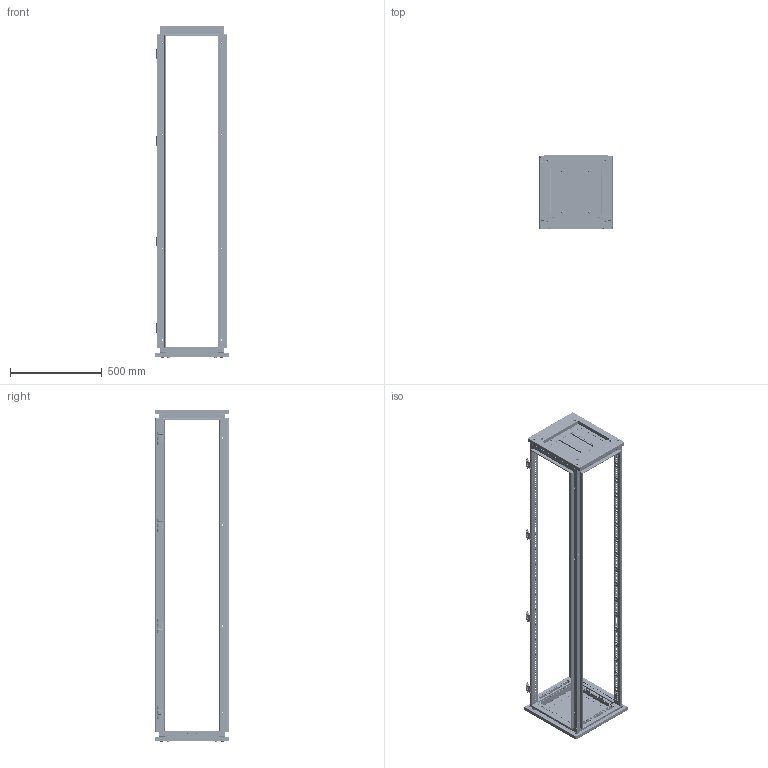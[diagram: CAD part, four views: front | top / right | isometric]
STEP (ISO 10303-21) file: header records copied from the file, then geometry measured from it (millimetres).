
FILE_DESCRIPTION (( 'STEP AP203' ), '1' );
FILE_NAME ('R5KTB44+R5KMDR18.step', '2011-02-16T14:53:02', ( 'User' ), ( 'DKC' ), 'SwSTEP 2.0', 'SolidWorks 2010', '' );
FILE_SCHEMA (( 'CONFIG_CONTROL_DESIGN' ));
Length unit declared in the file: millimetre
Products named in the file (28): AC00C254_Default; cerniera DAE_Default; Montante per quadro_1800; end-cap; land; sealant for roof_400x400; dado quadrato 11x11 M6_Default; gabbia M6_Default; Dado gabbia 11x11 M6; Rounded head screw with cross slot M6 x 12_ISO 7045 - M6 x 12 - Z --- 12S; Flangia apertura tetto per risalita cavi_400x400; Sviluppo tetto per risalita cavi da_400x400; Button head screw with recessed hexahedron M12 x 20 _ISO 7380 - M12 x 20 --- 20S; AC00C469D_Default; AC00C469S_Default; Traversa frontale per quadro largh._400; Traversa laterale per quadro prof_400; sealant for base_400x400; Assem roof_KTB44; Acc00c561_Default; Flange nut M6_ISO 7044-M6-S; Capscrew with recessed hexahedron M6 x 10_ISO 4762 M6 x 10 --- 10S; Traversa inferiore tenuta fondo_400; Fondo per quadro da_400x95; Lamiera laterale per fondo da_400; Lamiera trasversale per fondo da_400; Assem base_KTB44; R5KTB44+R5KMDR18
Assembly tree (74 placements, depth 4):
  R5KTB44+R5KMDR18
    AC00C254_Default  x4
    cerniera DAE_Default  x4
    Montante per quadro_1800  x4
    Assem base_KTB44
      Lamiera trasversale per fondo da_400  x2
      Acc00c561_Default  x6
      AC00C469S_Default  x2
      Capscrew with recessed hexahedron M6 x 10_ISO 4762 M6 x 10 --- 10S  x4
      Fondo per quadro da_400x95  x3
      Traversa frontale per quadro largh._400  x2
      Flange nut M6_ISO 7044-M6-S  x4
      sealant for base_400x400
      Traversa inferiore tenuta fondo_400  x2
      Traversa laterale per quadro prof_400  x2
      Lamiera laterale per fondo da_400  x2
      AC00C469D_Default  x2
    Assem roof_KTB44
      Traversa frontale per quadro largh._400  x2
      Button head screw with recessed hexahedron M12 x 20 _ISO 7380 - M12 x 20 --- 20S  x4
      Dado gabbia 11x11 M6  x4
        dado quadrato 11x11 M6_Default
        gabbia M6_Default
      sealant for base_400x400
      land
      AC00C469S_Default  x2
      end-cap
      Rounded head screw with cross slot M6 x 12_ISO 7045 - M6 x 12 - Z --- 12S  x4
      Sviluppo tetto per risalita cavi da_400x400
      Traversa laterale per quadro prof_400  x2
      AC00C469D_Default  x2
      Flangia apertura tetto per risalita cavi_400x400
      sealant for roof_400x400
Bounding box: 399 x 400.5 x 1814.1 mm (x, y, z)
Volume: 3962304.2 mm3; surface area: 4661106.5 mm2
Topology: 75 solids, 75 shells, 12594 faces, 33747 edges, 21437 vertices
Faces by surface type: plane 6719, cylinder 3668, cone 1360, bspline 507, torus 236, sphere 104
Entity records: 131848 total; most frequent: CARTESIAN_POINT 35678, ORIENTED_EDGE 19810, DIRECTION 18195, EDGE_CURVE 9905, VERTEX_POINT 6311, VECTOR 6069, LINE 6069, AXIS2_PLACEMENT_3D 6063
